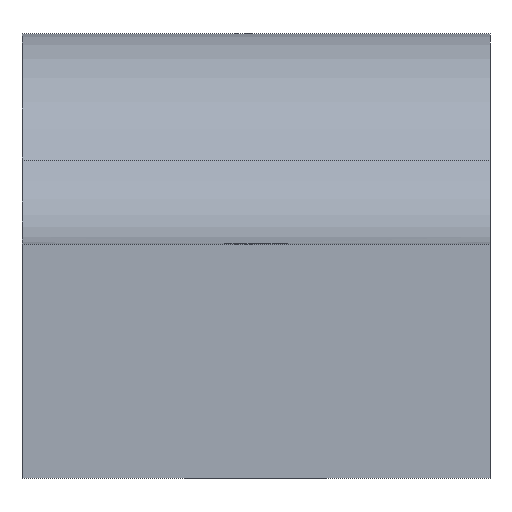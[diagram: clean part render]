
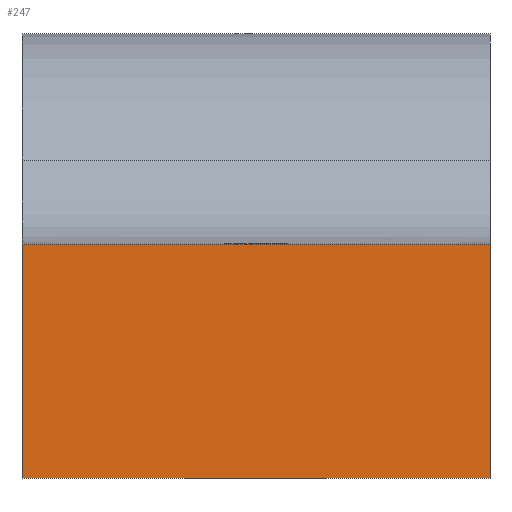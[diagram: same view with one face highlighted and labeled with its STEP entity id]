
A CAD part, front view. The second image highlights one B-rep face of the part: STEP entity #247.
In plain terms, the highlighted planar face has unit normal (0, -1, 0).
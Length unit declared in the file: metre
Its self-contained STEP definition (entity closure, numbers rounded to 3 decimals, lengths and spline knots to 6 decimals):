
#22=LINE('',#383,#42);
#28=LINE('',#402,#48);
#30=LINE('',#408,#50);
#31=LINE('',#409,#51);
#42=VECTOR('',#310,1.);
#48=VECTOR('',#324,1.);
#50=VECTOR('',#330,1.);
#51=VECTOR('',#331,1.);
#78=ORIENTED_EDGE('',*,*,#146,.F.);
#79=ORIENTED_EDGE('',*,*,#143,.T.);
#80=ORIENTED_EDGE('',*,*,#147,.F.);
#81=ORIENTED_EDGE('',*,*,#134,.F.);
#134=EDGE_CURVE('',#168,#169,#22,.T.);
#143=EDGE_CURVE('',#178,#177,#28,.T.);
#146=EDGE_CURVE('',#178,#168,#30,.T.);
#147=EDGE_CURVE('',#169,#177,#31,.T.);
#168=VERTEX_POINT('',#382);
#169=VERTEX_POINT('',#384);
#177=VERTEX_POINT('',#401);
#178=VERTEX_POINT('',#403);
#202=EDGE_LOOP('',(#78,#79,#80,#81));
#222=FACE_BOUND('',#202,.T.);
#240=PLANE('',#281);
#247=ADVANCED_FACE('',(#222),#240,.T.);
#281=AXIS2_PLACEMENT_3D('',#407,#328,#329);
#310=DIRECTION('',(0.,0.,-1.));
#324=DIRECTION('',(0.,0.,-1.));
#328=DIRECTION('',(0.,-1.,0.));
#329=DIRECTION('',(0.,0.,-1.));
#330=DIRECTION('',(1.,0.,0.));
#331=DIRECTION('',(-1.,0.,0.));
#382=CARTESIAN_POINT('',(0.005,-0.0105,0.005));
#383=CARTESIAN_POINT('',(0.005,-0.0105,0.01));
#384=CARTESIAN_POINT('',(0.005,-0.0105,0.));
#401=CARTESIAN_POINT('',(-0.005,-0.0105,0.));
#402=CARTESIAN_POINT('',(-0.005,-0.0105,0.01));
#403=CARTESIAN_POINT('',(-0.005,-0.0105,0.005));
#407=CARTESIAN_POINT('',(0.,-0.0105,0.01));
#408=CARTESIAN_POINT('',(-0.005002,-0.0105,0.005));
#409=CARTESIAN_POINT('',(0.,-0.0105,0.));
